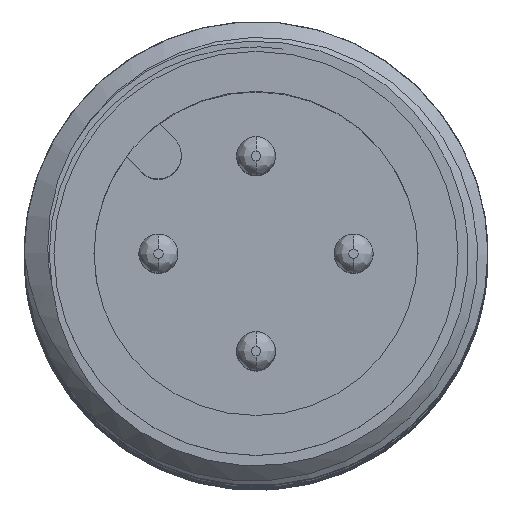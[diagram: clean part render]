
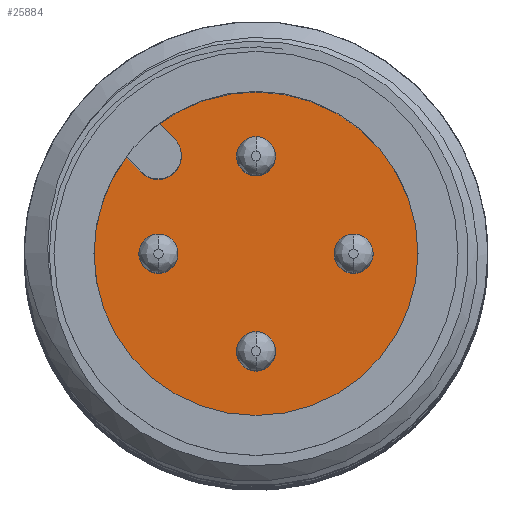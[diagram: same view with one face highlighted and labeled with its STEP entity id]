
A CAD part, top view. The second image highlights one B-rep face of the part: STEP entity #25884.
In plain terms, the highlighted planar face has unit normal (0, 0, 1).
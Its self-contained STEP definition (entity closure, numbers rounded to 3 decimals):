
#17718=CARTESIAN_POINT('',(0.,0.,65.2));
#17719=DIRECTION('',(0.,0.,1.));
#17720=DIRECTION('',(0.,-1.,0.));
#17721=AXIS2_PLACEMENT_3D('',#17718,#17719,#17720);
#17723=CARTESIAN_POINT('',(0.,0.,65.2));
#17724=DIRECTION('',(0.,0.,-1.));
#17725=DIRECTION('',(0.,-1.,0.));
#17726=AXIS2_PLACEMENT_3D('',#17723,#17724,#17725);
#17736=CARTESIAN_POINT('',(0.,0.,65.2));
#17737=DIRECTION('',(0.,0.,-1.));
#17738=DIRECTION('',(-0.597,0.802,0.));
#17739=AXIS2_PLACEMENT_3D('',#17736,#17737,#17738);
#17741=DIRECTION('',(0.707,-0.707,0.));
#17742=VECTOR('',#17741,0.556);
#17743=CARTESIAN_POINT('',(-3.328,2.479,65.2));
#17744=LINE('',#17743,#17742);
#17745=DIRECTION('',(-0.707,0.707,0.));
#17746=VECTOR('',#17745,0.556);
#17747=CARTESIAN_POINT('',(-2.086,2.934,65.2));
#17748=LINE('',#17747,#17746);
#17749=CARTESIAN_POINT('',(0.,2.5,65.2));
#17750=DIRECTION('',(0.,0.,1.));
#17751=DIRECTION('',(0.,1.,0.));
#17752=AXIS2_PLACEMENT_3D('',#17749,#17750,#17751);
#17754=CARTESIAN_POINT('',(0.,2.5,65.2));
#17755=DIRECTION('',(0.,0.,1.));
#17756=DIRECTION('',(0.,-1.,0.));
#17757=AXIS2_PLACEMENT_3D('',#17754,#17755,#17756);
#17759=CARTESIAN_POINT('',(-2.5,0.,65.2));
#17760=DIRECTION('',(0.,0.,1.));
#17761=DIRECTION('',(0.,1.,0.));
#17762=AXIS2_PLACEMENT_3D('',#17759,#17760,#17761);
#17764=CARTESIAN_POINT('',(-2.5,0.,65.2));
#17765=DIRECTION('',(0.,0.,1.));
#17766=DIRECTION('',(0.,-1.,0.));
#17767=AXIS2_PLACEMENT_3D('',#17764,#17765,#17766);
#17769=CARTESIAN_POINT('',(2.5,0.,65.2));
#17770=DIRECTION('',(0.,0.,1.));
#17771=DIRECTION('',(0.,1.,0.));
#17772=AXIS2_PLACEMENT_3D('',#17769,#17770,#17771);
#17774=CARTESIAN_POINT('',(2.5,0.,65.2));
#17775=DIRECTION('',(0.,0.,1.));
#17776=DIRECTION('',(0.,-1.,0.));
#17777=AXIS2_PLACEMENT_3D('',#17774,#17775,#17776);
#17779=CARTESIAN_POINT('',(0.,-2.5,65.2));
#17780=DIRECTION('',(0.,0.,1.));
#17781=DIRECTION('',(0.,1.,0.));
#17782=AXIS2_PLACEMENT_3D('',#17779,#17780,#17781);
#17784=CARTESIAN_POINT('',(0.,-2.5,65.2));
#17785=DIRECTION('',(0.,0.,1.));
#17786=DIRECTION('',(0.,-1.,0.));
#17787=AXIS2_PLACEMENT_3D('',#17784,#17785,#17786);
#17797=CARTESIAN_POINT('',(-2.51,2.51,65.2));
#17798=DIRECTION('',(0.,0.,-1.));
#17799=DIRECTION('',(0.707,0.707,0.));
#17800=AXIS2_PLACEMENT_3D('',#17797,#17798,#17799);
#18371=CARTESIAN_POINT('',(0.,-4.15,65.2));
#18373=VERTEX_POINT('',#18371);
#18375=CARTESIAN_POINT('',(0.,4.15,65.2));
#18377=VERTEX_POINT('',#18375);
#18383=CARTESIAN_POINT('',(0.,3.,65.2));
#18384=CARTESIAN_POINT('',(0.,2.,65.2));
#18385=VERTEX_POINT('',#18383);
#18386=VERTEX_POINT('',#18384);
#18387=CARTESIAN_POINT('',(-2.5,0.5,65.2));
#18388=CARTESIAN_POINT('',(-2.5,-0.5,65.2));
#18389=VERTEX_POINT('',#18387);
#18390=VERTEX_POINT('',#18388);
#18391=CARTESIAN_POINT('',(2.5,0.5,65.2));
#18392=CARTESIAN_POINT('',(2.5,-0.5,65.2));
#18393=VERTEX_POINT('',#18391);
#18394=VERTEX_POINT('',#18392);
#18395=CARTESIAN_POINT('',(0.,-2.,65.2));
#18396=CARTESIAN_POINT('',(0.,-3.,65.2));
#18397=VERTEX_POINT('',#18395);
#18398=VERTEX_POINT('',#18396);
#18415=CARTESIAN_POINT('',(-3.328,2.479,65.2));
#18416=VERTEX_POINT('',#18415);
#18417=CARTESIAN_POINT('',(-2.479,3.328,65.2));
#18418=VERTEX_POINT('',#18417);
#18443=CARTESIAN_POINT('',(-2.086,2.934,65.2));
#18444=VERTEX_POINT('',#18443);
#18445=CARTESIAN_POINT('',(-2.934,2.086,65.2));
#18446=VERTEX_POINT('',#18445);
#25844=CARTESIAN_POINT('',(0.,0.,65.2));
#25845=DIRECTION('',(0.,0.,1.));
#25846=DIRECTION('',(0.,1.,0.));
#25847=AXIS2_PLACEMENT_3D('',#25844,#25845,#25846);
#25848=PLANE('',#25847);
#25850=ORIENTED_EDGE('',*,*,#25849,.T.);
#25852=ORIENTED_EDGE('',*,*,#25851,.F.);
#25854=ORIENTED_EDGE('',*,*,#25853,.T.);
#25855=ORIENTED_EDGE('',*,*,#25833,.T.);
#25856=ORIENTED_EDGE('',*,*,#25815,.F.);
#25857=ORIENTED_EDGE('',*,*,#25828,.T.);
#25858=EDGE_LOOP('',(#25850,#25852,#25854,#25855,#25856,#25857));
#25859=FACE_OUTER_BOUND('',#25858,.F.);
#25861=ORIENTED_EDGE('',*,*,#25860,.T.);
#25863=ORIENTED_EDGE('',*,*,#25862,.T.);
#25864=EDGE_LOOP('',(#25861,#25863));
#25865=FACE_BOUND('',#25864,.F.);
#25867=ORIENTED_EDGE('',*,*,#25866,.T.);
#25869=ORIENTED_EDGE('',*,*,#25868,.T.);
#25870=EDGE_LOOP('',(#25867,#25869));
#25871=FACE_BOUND('',#25870,.F.);
#25873=ORIENTED_EDGE('',*,*,#25872,.T.);
#25875=ORIENTED_EDGE('',*,*,#25874,.T.);
#25876=EDGE_LOOP('',(#25873,#25875));
#25877=FACE_BOUND('',#25876,.F.);
#25879=ORIENTED_EDGE('',*,*,#25878,.T.);
#25881=ORIENTED_EDGE('',*,*,#25880,.T.);
#25882=EDGE_LOOP('',(#25879,#25881));
#25883=FACE_BOUND('',#25882,.F.);
#25884=ADVANCED_FACE('',(#25859,#25865,#25871,#25877,#25883),#25848,.T.);
#17722=CIRCLE('',#17721,4.15);
#17727=CIRCLE('',#17726,4.15);
#17740=CIRCLE('',#17739,4.15);
#17753=CIRCLE('',#17752,0.5);
#17758=CIRCLE('',#17757,0.5);
#17763=CIRCLE('',#17762,0.5);
#17768=CIRCLE('',#17767,0.5);
#17773=CIRCLE('',#17772,0.5);
#17778=CIRCLE('',#17777,0.5);
#17783=CIRCLE('',#17782,0.5);
#17788=CIRCLE('',#17787,0.5);
#17801=CIRCLE('',#17800,0.6);
#25815=EDGE_CURVE('',#18373,#18377,#17722,.T.);
#25828=EDGE_CURVE('',#18373,#18416,#17727,.T.);
#25833=EDGE_CURVE('',#18418,#18377,#17740,.T.);
#25849=EDGE_CURVE('',#18416,#18446,#17744,.T.);
#25851=EDGE_CURVE('',#18444,#18446,#17801,.T.);
#25853=EDGE_CURVE('',#18444,#18418,#17748,.T.);
#25860=EDGE_CURVE('',#18385,#18386,#17753,.T.);
#25862=EDGE_CURVE('',#18386,#18385,#17758,.T.);
#25866=EDGE_CURVE('',#18389,#18390,#17763,.T.);
#25868=EDGE_CURVE('',#18390,#18389,#17768,.T.);
#25872=EDGE_CURVE('',#18393,#18394,#17773,.T.);
#25874=EDGE_CURVE('',#18394,#18393,#17778,.T.);
#25878=EDGE_CURVE('',#18397,#18398,#17783,.T.);
#25880=EDGE_CURVE('',#18398,#18397,#17788,.T.);
